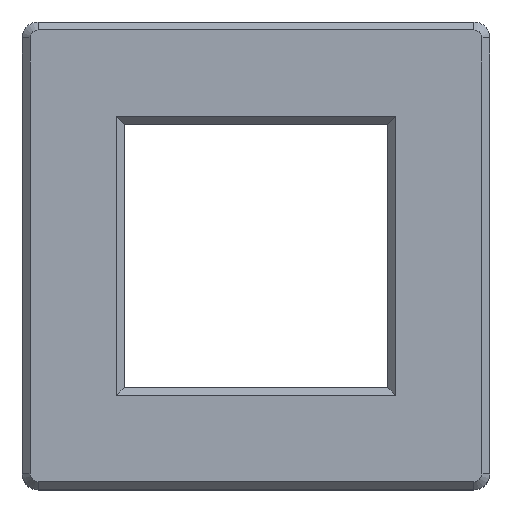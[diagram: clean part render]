
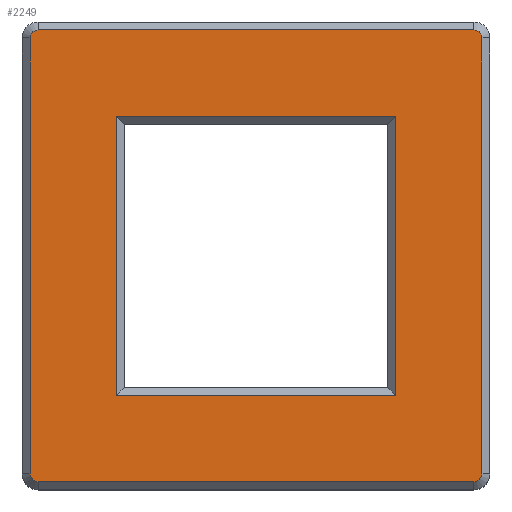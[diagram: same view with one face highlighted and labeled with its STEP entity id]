
A CAD part, top view. The second image highlights one B-rep face of the part: STEP entity #2249.
In plain terms, the highlighted planar face has unit normal (0, 0, 1).
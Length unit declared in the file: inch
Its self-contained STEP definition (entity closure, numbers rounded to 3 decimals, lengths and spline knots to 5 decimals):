
#48=FACE_BOUND('',#354,.T.);
#92=PLANE('',#2424);
#211=FACE_OUTER_BOUND('',#353,.T.);
#353=EDGE_LOOP('',(#1989,#1990,#1991,#1992,#1993,#1994,#1995,#1996));
#354=EDGE_LOOP('',(#1997,#1998,#1999,#2000));
#533=CIRCLE('',#2425,0.03125);
#534=CIRCLE('',#2426,0.03125);
#535=CIRCLE('',#2427,0.03125);
#536=CIRCLE('',#2428,0.03125);
#678=LINE('',#6609,#847);
#681=LINE('',#6614,#850);
#683=LINE('',#6618,#852);
#687=LINE('',#6624,#856);
#689=LINE('',#6632,#858);
#690=LINE('',#6636,#859);
#691=LINE('',#6640,#860);
#692=LINE('',#6643,#861);
#847=VECTOR('',#2868,0.3937);
#850=VECTOR('',#2873,0.3937);
#852=VECTOR('',#2877,0.3937);
#856=VECTOR('',#2883,0.3937);
#858=VECTOR('',#2891,0.3937);
#859=VECTOR('',#2894,0.3937);
#860=VECTOR('',#2897,0.3937);
#861=VECTOR('',#2900,0.3937);
#1071=VERTEX_POINT('',#6607);
#1072=VERTEX_POINT('',#6608);
#1073=VERTEX_POINT('',#6613);
#1074=VERTEX_POINT('',#6617);
#1076=VERTEX_POINT('',#6628);
#1077=VERTEX_POINT('',#6629);
#1078=VERTEX_POINT('',#6631);
#1079=VERTEX_POINT('',#6633);
#1080=VERTEX_POINT('',#6635);
#1081=VERTEX_POINT('',#6637);
#1082=VERTEX_POINT('',#6639);
#1083=VERTEX_POINT('',#6641);
#1382=EDGE_CURVE('',#1071,#1072,#678,.T.);
#1385=EDGE_CURVE('',#1072,#1073,#681,.T.);
#1387=EDGE_CURVE('',#1073,#1074,#683,.T.);
#1391=EDGE_CURVE('',#1074,#1071,#687,.T.);
#1393=EDGE_CURVE('',#1076,#1077,#533,.T.);
#1394=EDGE_CURVE('',#1078,#1076,#689,.T.);
#1395=EDGE_CURVE('',#1079,#1078,#534,.T.);
#1396=EDGE_CURVE('',#1080,#1079,#690,.T.);
#1397=EDGE_CURVE('',#1081,#1080,#535,.T.);
#1398=EDGE_CURVE('',#1082,#1081,#691,.T.);
#1399=EDGE_CURVE('',#1083,#1082,#536,.T.);
#1400=EDGE_CURVE('',#1077,#1083,#692,.T.);
#1989=ORIENTED_EDGE('',*,*,#1393,.F.);
#1990=ORIENTED_EDGE('',*,*,#1394,.F.);
#1991=ORIENTED_EDGE('',*,*,#1395,.F.);
#1992=ORIENTED_EDGE('',*,*,#1396,.F.);
#1993=ORIENTED_EDGE('',*,*,#1397,.F.);
#1994=ORIENTED_EDGE('',*,*,#1398,.F.);
#1995=ORIENTED_EDGE('',*,*,#1399,.F.);
#1996=ORIENTED_EDGE('',*,*,#1400,.F.);
#1997=ORIENTED_EDGE('',*,*,#1382,.F.);
#1998=ORIENTED_EDGE('',*,*,#1391,.F.);
#1999=ORIENTED_EDGE('',*,*,#1387,.F.);
#2000=ORIENTED_EDGE('',*,*,#1385,.F.);
#2249=ADVANCED_FACE('',(#211,#48),#92,.T.);
#2424=AXIS2_PLACEMENT_3D('',#6627,#2887,#2888);
#2425=AXIS2_PLACEMENT_3D('',#6630,#2889,#2890);
#2426=AXIS2_PLACEMENT_3D('',#6634,#2892,#2893);
#2427=AXIS2_PLACEMENT_3D('',#6638,#2895,#2896);
#2428=AXIS2_PLACEMENT_3D('',#6642,#2898,#2899);
#2868=DIRECTION('',(1.,0.,0.));
#2873=DIRECTION('',(0.,1.,0.));
#2877=DIRECTION('',(-1.,0.,0.));
#2883=DIRECTION('',(0.,-1.,0.));
#2887=DIRECTION('center_axis',(0.,0.,1.));
#2888=DIRECTION('ref_axis',(1.,0.,0.));
#2889=DIRECTION('center_axis',(0.,0.,-1.));
#2890=DIRECTION('ref_axis',(-0.707,0.707,0.));
#2891=DIRECTION('',(0.,1.,0.));
#2892=DIRECTION('center_axis',(0.,0.,-1.));
#2893=DIRECTION('ref_axis',(-0.707,-0.707,0.));
#2894=DIRECTION('',(-1.,0.,0.));
#2895=DIRECTION('center_axis',(0.,0.,-1.));
#2896=DIRECTION('ref_axis',(0.707,-0.707,0.));
#2897=DIRECTION('',(0.,-1.,0.));
#2898=DIRECTION('center_axis',(0.,0.,-1.));
#2899=DIRECTION('ref_axis',(0.707,0.707,0.));
#2900=DIRECTION('',(1.,0.,0.));
#6607=CARTESIAN_POINT('',(-0.54625,-0.54625,12.25));
#6608=CARTESIAN_POINT('',(0.54625,-0.54625,12.25));
#6609=CARTESIAN_POINT('',(0.2575,-0.54625,12.25));
#6613=CARTESIAN_POINT('',(0.54625,0.54625,12.25));
#6614=CARTESIAN_POINT('',(0.54625,0.2575,12.25));
#6617=CARTESIAN_POINT('',(-0.54625,0.54625,12.25));
#6618=CARTESIAN_POINT('',(-0.2575,0.54625,12.25));
#6624=CARTESIAN_POINT('',(-0.54625,-0.2575,12.25));
#6627=CARTESIAN_POINT('Origin',(0.,0.,12.25));
#6628=CARTESIAN_POINT('',(-0.88375,0.8525,12.25));
#6629=CARTESIAN_POINT('',(-0.8525,0.88375,12.25));
#6630=CARTESIAN_POINT('Origin',(-0.8525,0.8525,12.25));
#6631=CARTESIAN_POINT('',(-0.88375,-0.8525,12.25));
#6632=CARTESIAN_POINT('',(-0.88375,0.4575,12.25));
#6633=CARTESIAN_POINT('',(-0.8525,-0.88375,12.25));
#6634=CARTESIAN_POINT('Origin',(-0.8525,-0.8525,12.25));
#6635=CARTESIAN_POINT('',(0.8525,-0.88375,12.25));
#6636=CARTESIAN_POINT('',(-0.4575,-0.88375,12.25));
#6637=CARTESIAN_POINT('',(0.88375,-0.8525,12.25));
#6638=CARTESIAN_POINT('Origin',(0.8525,-0.8525,12.25));
#6639=CARTESIAN_POINT('',(0.88375,0.8525,12.25));
#6640=CARTESIAN_POINT('',(0.88375,-0.4575,12.25));
#6641=CARTESIAN_POINT('',(0.8525,0.88375,12.25));
#6642=CARTESIAN_POINT('Origin',(0.8525,0.8525,12.25));
#6643=CARTESIAN_POINT('',(0.4575,0.88375,12.25));
